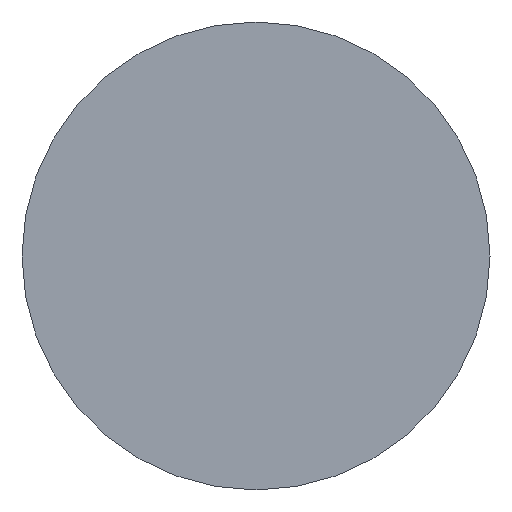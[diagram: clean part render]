
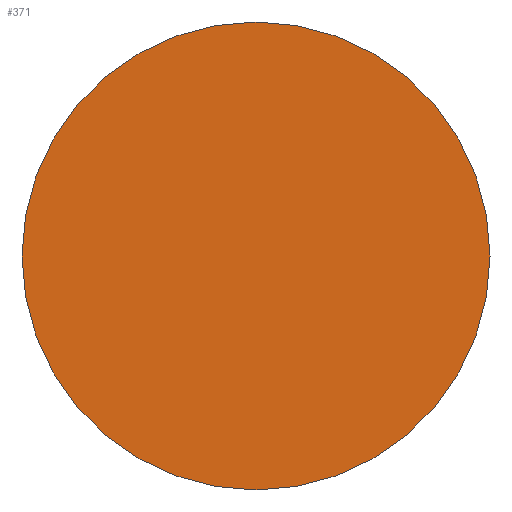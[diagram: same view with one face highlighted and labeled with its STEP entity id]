
A CAD part, top view. The second image highlights one B-rep face of the part: STEP entity #371.
In plain terms, the highlighted planar face has unit normal (0, 0, 1).
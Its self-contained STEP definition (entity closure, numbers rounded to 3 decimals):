
#28=CIRCLE('',#418,45.);
#45=PLANE('',#423);
#57=FACE_OUTER_BOUND('',#79,.T.);
#79=EDGE_LOOP('',(#284));
#166=VERTEX_POINT('',#792);
#208=EDGE_CURVE('',#166,#166,#28,.T.);
#284=ORIENTED_EDGE('',*,*,#208,.T.);
#371=ADVANCED_FACE('',(#57),#45,.T.);
#418=AXIS2_PLACEMENT_3D('',#794,#471,#472);
#423=AXIS2_PLACEMENT_3D('',#815,#488,#489);
#471=DIRECTION('center_axis',(0.,0.,1.));
#472=DIRECTION('ref_axis',(1.,0.,0.));
#488=DIRECTION('center_axis',(0.,0.,1.));
#489=DIRECTION('ref_axis',(1.,0.,0.));
#792=CARTESIAN_POINT('',(-45.,0.,144.949));
#794=CARTESIAN_POINT('Origin',(0.,0.,144.949));
#815=CARTESIAN_POINT('Origin',(0.,0.,144.949));
